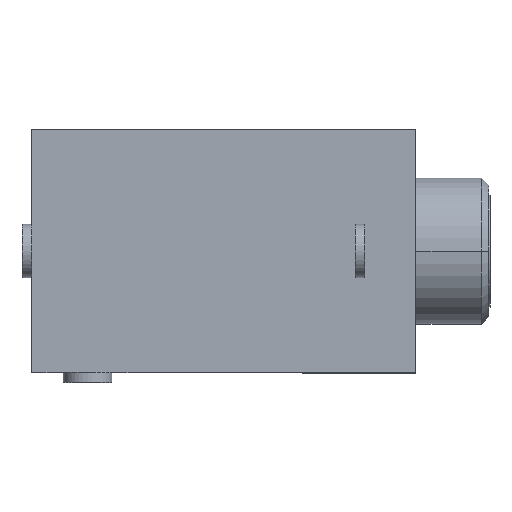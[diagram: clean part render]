
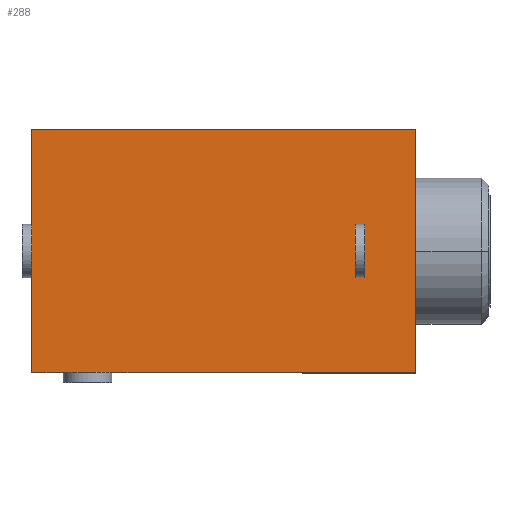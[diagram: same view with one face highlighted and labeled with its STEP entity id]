
A CAD part, top view. The second image highlights one B-rep face of the part: STEP entity #288.
In plain terms, the highlighted planar face has unit normal (0, 0, 1).
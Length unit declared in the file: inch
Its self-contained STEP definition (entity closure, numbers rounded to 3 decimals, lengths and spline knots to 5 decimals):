
#34 = EDGE_CURVE ( 'NONE', #40, #1057, #586, .T. ) ;
#40 = VERTEX_POINT ( 'NONE', #1105 ) ;
#42 = ORIENTED_EDGE ( 'NONE', *, *, #746, .F. ) ;
#49 = CARTESIAN_POINT ( 'NONE',  ( -0.11811, 0.19685, 0.20866 ) ) ;
#51 = CARTESIAN_POINT ( 'NONE',  ( -0.11811, 0.19685, 0.20866 ) ) ;
#57 = VECTOR ( 'NONE', #534, 39.37008 ) ;
#58 = VECTOR ( 'NONE', #662, 39.37008 ) ;
#59 = EDGE_CURVE ( 'NONE', #1057, #889, #625, .T. ) ;
#73 = LINE ( 'NONE', #897, #864 ) ;
#78 = CARTESIAN_POINT ( 'NONE',  ( -0.74016, -0.19685, 0.20866 ) ) ;
#79 = VECTOR ( 'NONE', #795, 39.37008 ) ;
#87 = ORIENTED_EDGE ( 'NONE', *, *, #775, .F. ) ;
#122 = AXIS2_PLACEMENT_3D ( 'NONE', #51, #1073, #1157 ) ;
#151 = DIRECTION ( 'NONE',  ( 1., 0., 0. ) ) ;
#154 = LINE ( 'NONE', #1005, #592 ) ;
#199 = ORIENTED_EDGE ( 'NONE', *, *, #761, .T. ) ;
#213 = VERTEX_POINT ( 'NONE', #243 ) ;
#214 = CARTESIAN_POINT ( 'NONE',  ( -0.74016, 0.04331, 0.20866 ) ) ;
#243 = CARTESIAN_POINT ( 'NONE',  ( -0.11811, -0.19685, 0.20866 ) ) ;
#257 = CARTESIAN_POINT ( 'NONE',  ( -0.74016, 0.19685, 0.20866 ) ) ;
#272 = VECTOR ( 'NONE', #1053, 39.37008 ) ;
#277 = DIRECTION ( 'NONE',  ( 0., 1., 0. ) ) ;
#287 = CARTESIAN_POINT ( 'NONE',  ( -0.20079, 0.04331, 0.20866 ) ) ;
#288 = ADVANCED_FACE ( 'NONE', ( #668, #1179 ), #649, .F. ) ;
#292 = VECTOR ( 'NONE', #1211, 39.37008 ) ;
#295 = VECTOR ( 'NONE', #564, 39.37008 ) ;
#299 = CARTESIAN_POINT ( 'NONE',  ( -0.61024, -0.19685, 0.20866 ) ) ;
#322 = VECTOR ( 'NONE', #151, 39.37008 ) ;
#332 = DIRECTION ( 'NONE',  ( 0., -1., 0. ) ) ;
#341 = EDGE_CURVE ( 'NONE', #940, #213, #154, .T. ) ;
#382 = LINE ( 'NONE', #579, #79 ) ;
#388 = CARTESIAN_POINT ( 'NONE',  ( -0.74016, -0.04331, 0.20866 ) ) ;
#389 = LINE ( 'NONE', #599, #292 ) ;
#401 = ORIENTED_EDGE ( 'NONE', *, *, #34, .T. ) ;
#409 = LINE ( 'NONE', #1025, #631 ) ;
#429 = ORIENTED_EDGE ( 'NONE', *, *, #454, .F. ) ;
#431 = LINE ( 'NONE', #633, #529 ) ;
#449 = ORIENTED_EDGE ( 'NONE', *, *, #938, .F. ) ;
#451 = VERTEX_POINT ( 'NONE', #983 ) ;
#454 = EDGE_CURVE ( 'NONE', #996, #810, #73, .T. ) ;
#482 = EDGE_CURVE ( 'NONE', #810, #451, #389, .T. ) ;
#487 = VERTEX_POINT ( 'NONE', #299 ) ;
#502 = DIRECTION ( 'NONE',  ( 0., -1., 0. ) ) ;
#529 = VECTOR ( 'NONE', #332, 39.37008 ) ;
#534 = DIRECTION ( 'NONE',  ( 0., -1., 0. ) ) ;
#537 = CARTESIAN_POINT ( 'NONE',  ( -0.11811, -0.19685, 0.20866 ) ) ;
#558 = CARTESIAN_POINT ( 'NONE',  ( -0.21654, -0.04331, 0.20866 ) ) ;
#564 = DIRECTION ( 'NONE',  ( -1., 0., 0. ) ) ;
#566 = LINE ( 'NONE', #49, #272 ) ;
#576 = EDGE_CURVE ( 'NONE', #1320, #1284, #409, .T. ) ;
#579 = CARTESIAN_POINT ( 'NONE',  ( -0.21654, -0.04331, 0.20866 ) ) ;
#586 = LINE ( 'NONE', #892, #1253 ) ;
#592 = VECTOR ( 'NONE', #502, 39.37008 ) ;
#599 = CARTESIAN_POINT ( 'NONE',  ( -0.21654, 0.04331, 0.20866 ) ) ;
#625 = LINE ( 'NONE', #1254, #57 ) ;
#631 = VECTOR ( 'NONE', #1224, 39.37008 ) ;
#633 = CARTESIAN_POINT ( 'NONE',  ( -0.21654, -0.04331, 0.20866 ) ) ;
#640 = LINE ( 'NONE', #537, #322 ) ;
#649 = PLANE ( 'NONE',  #122 ) ;
#662 = DIRECTION ( 'NONE',  ( 0., -1., 0. ) ) ;
#668 = FACE_BOUND ( 'NONE', #1171, .T. ) ;
#690 = CARTESIAN_POINT ( 'NONE',  ( -0.68898, -0.19685, 0.20866 ) ) ;
#697 = DIRECTION ( 'NONE',  ( 0., -1., 0. ) ) ;
#707 = ORIENTED_EDGE ( 'NONE', *, *, #341, .F. ) ;
#743 = ORIENTED_EDGE ( 'NONE', *, *, #576, .T. ) ;
#746 = EDGE_CURVE ( 'NONE', #40, #940, #566, .T. ) ;
#761 = EDGE_CURVE ( 'NONE', #889, #1320, #1172, .T. ) ;
#775 = EDGE_CURVE ( 'NONE', #1153, #996, #382, .T. ) ;
#795 = DIRECTION ( 'NONE',  ( 1., 0., 0. ) ) ;
#810 = VERTEX_POINT ( 'NONE', #287 ) ;
#832 = CARTESIAN_POINT ( 'NONE',  ( -0.20079, -0.04331, 0.20866 ) ) ;
#836 = ORIENTED_EDGE ( 'NONE', *, *, #59, .T. ) ;
#852 = CARTESIAN_POINT ( 'NONE',  ( -0.61024, -0.19685, 0.20866 ) ) ;
#857 = EDGE_LOOP ( 'NONE', ( #1272, #1091, #707, #42, #401, #836, #199, #743 ) ) ;
#864 = VECTOR ( 'NONE', #277, 39.37008 ) ;
#889 = VERTEX_POINT ( 'NONE', #388 ) ;
#892 = CARTESIAN_POINT ( 'NONE',  ( -0.74016, 0.19685, 0.20866 ) ) ;
#897 = CARTESIAN_POINT ( 'NONE',  ( -0.20079, -0.04331, 0.20866 ) ) ;
#938 = EDGE_CURVE ( 'NONE', #451, #1153, #431, .T. ) ;
#940 = VERTEX_POINT ( 'NONE', #1321 ) ;
#983 = CARTESIAN_POINT ( 'NONE',  ( -0.21654, 0.04331, 0.20866 ) ) ;
#996 = VERTEX_POINT ( 'NONE', #832 ) ;
#1005 = CARTESIAN_POINT ( 'NONE',  ( -0.11811, 0.19685, 0.20866 ) ) ;
#1025 = CARTESIAN_POINT ( 'NONE',  ( -0.11811, -0.19685, 0.20866 ) ) ;
#1046 = ORIENTED_EDGE ( 'NONE', *, *, #482, .F. ) ;
#1053 = DIRECTION ( 'NONE',  ( 1., 0., 0. ) ) ;
#1057 = VERTEX_POINT ( 'NONE', #214 ) ;
#1073 = DIRECTION ( 'NONE',  ( 0., 0., -1. ) ) ;
#1091 = ORIENTED_EDGE ( 'NONE', *, *, #1136, .T. ) ;
#1105 = CARTESIAN_POINT ( 'NONE',  ( -0.74016, 0.19685, 0.20866 ) ) ;
#1117 = EDGE_CURVE ( 'NONE', #487, #1284, #1273, .T. ) ;
#1136 = EDGE_CURVE ( 'NONE', #487, #213, #640, .T. ) ;
#1153 = VERTEX_POINT ( 'NONE', #558 ) ;
#1157 = DIRECTION ( 'NONE',  ( -1., 0., 0. ) ) ;
#1171 = EDGE_LOOP ( 'NONE', ( #449, #1046, #429, #87 ) ) ;
#1172 = LINE ( 'NONE', #257, #58 ) ;
#1179 = FACE_OUTER_BOUND ( 'NONE', #857, .T. ) ;
#1211 = DIRECTION ( 'NONE',  ( -1., 0., 0. ) ) ;
#1224 = DIRECTION ( 'NONE',  ( 1., 0., 0. ) ) ;
#1253 = VECTOR ( 'NONE', #697, 39.37008 ) ;
#1254 = CARTESIAN_POINT ( 'NONE',  ( -0.74016, 0.19685, 0.20866 ) ) ;
#1272 = ORIENTED_EDGE ( 'NONE', *, *, #1117, .F. ) ;
#1273 = LINE ( 'NONE', #852, #295 ) ;
#1284 = VERTEX_POINT ( 'NONE', #690 ) ;
#1320 = VERTEX_POINT ( 'NONE', #78 ) ;
#1321 = CARTESIAN_POINT ( 'NONE',  ( -0.11811, 0.19685, 0.20866 ) ) ;
